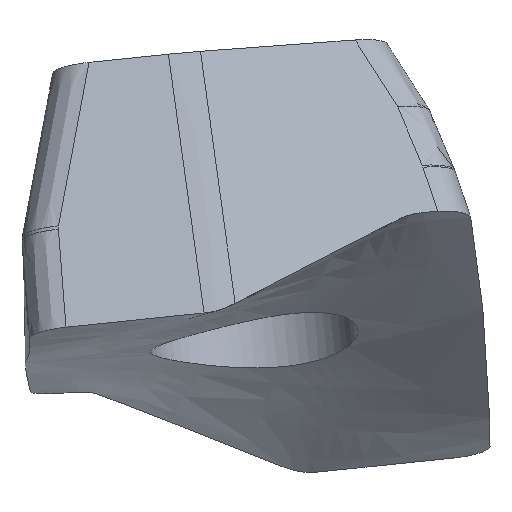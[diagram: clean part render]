
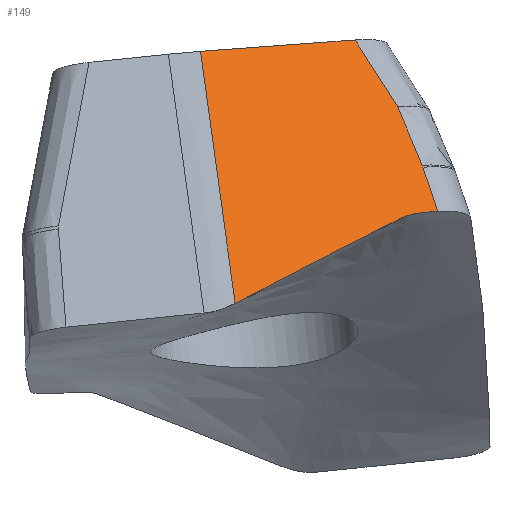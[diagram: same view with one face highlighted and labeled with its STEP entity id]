
A CAD part, top view. The second image highlights one B-rep face of the part: STEP entity #149.
In plain terms, the highlighted planar face has unit normal (0.083, 0.538, 0.839).
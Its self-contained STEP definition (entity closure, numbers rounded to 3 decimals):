
#48=PLANE('',#577);
#55=LINE('',#8389,#65);
#65=VECTOR('',#604,1.);
#112=FACE_OUTER_BOUND('',#190,.T.);
#149=ADVANCED_FACE('',(#112),#48,.T.);
#190=EDGE_LOOP('',(#330,#331,#332,#333,#334,#335,#336,#337));
#330=ORIENTED_EDGE('',*,*,#496,.F.);
#331=ORIENTED_EDGE('',*,*,#497,.T.);
#332=ORIENTED_EDGE('',*,*,#427,.F.);
#333=ORIENTED_EDGE('',*,*,#426,.F.);
#334=ORIENTED_EDGE('',*,*,#470,.T.);
#335=ORIENTED_EDGE('',*,*,#458,.T.);
#336=ORIENTED_EDGE('',*,*,#461,.T.);
#337=ORIENTED_EDGE('',*,*,#481,.T.);
#371=VERTEX_POINT('',#681);
#372=VERTEX_POINT('',#686);
#373=VERTEX_POINT('',#714);
#398=VERTEX_POINT('',#5955);
#399=VERTEX_POINT('',#5960);
#400=VERTEX_POINT('',#5995);
#408=VERTEX_POINT('',#8271);
#416=VERTEX_POINT('',#8390);
#426=EDGE_CURVE('',#371,#372,#509,.T.);
#427=EDGE_CURVE('',#372,#373,#510,.T.);
#458=EDGE_CURVE('',#399,#398,#538,.T.);
#461=EDGE_CURVE('',#398,#400,#540,.T.);
#470=EDGE_CURVE('',#371,#399,#549,.T.);
#481=EDGE_CURVE('',#400,#408,#559,.T.);
#496=EDGE_CURVE('',#416,#408,#55,.T.);
#497=EDGE_CURVE('',#416,#373,#568,.T.);
#509=B_SPLINE_CURVE_WITH_KNOTS('',3,(#682,#683,#684,#685),.UNSPECIFIED.,
 .F.,.F.,(4,4),(0.,1.),.UNSPECIFIED.);
#510=B_SPLINE_CURVE_WITH_KNOTS('',3,(#687,#688,#689,#690,#691,#692,#693,
#694,#695,#696,#697,#698,#699,#700,#701,#702,#703,#704,#705,#706,#707,#708,
#709,#710,#711,#712,#713),.UNSPECIFIED.,.F.,.F.,(4,2,2,2,2,2,2,2,2,2,2,
2,1,4),(0.,0.125,0.156,0.187,0.219,
0.25,0.5,0.75,0.875,
0.906,0.938,0.953,0.969,1.),.UNSPECIFIED.);
#538=B_SPLINE_CURVE_WITH_KNOTS('',3,(#5956,#5957,#5958,#5959),
 .UNSPECIFIED.,.F.,.F.,(4,4),(0.,1.),.UNSPECIFIED.);
#540=B_SPLINE_CURVE_WITH_KNOTS('',3,(#5997,#5998,#5999,#6000),
 .UNSPECIFIED.,.F.,.F.,(4,4),(0.,1.),.UNSPECIFIED.);
#549=B_SPLINE_CURVE_WITH_KNOTS('',3,(#8138,#8139,#8140,#8141),
 .UNSPECIFIED.,.F.,.F.,(4,4),(0.,1.),.UNSPECIFIED.);
#559=B_SPLINE_CURVE_WITH_KNOTS('',3,(#8273,#8274,#8275,#8276),
 .UNSPECIFIED.,.F.,.F.,(4,4),(0.,1.),.UNSPECIFIED.);
#568=B_SPLINE_CURVE_WITH_KNOTS('',3,(#8391,#8392,#8393,#8394),
 .UNSPECIFIED.,.F.,.F.,(4,4),(0.,1.),.UNSPECIFIED.);
#577=AXIS2_PLACEMENT_3D('',#8395,#605,#606);
#604=DIRECTION('',(0.987,0.073,-0.145));
#605=DIRECTION('',(0.083,0.538,0.839));
#606=DIRECTION('',(0.974,0.134,-0.183));
#681=CARTESIAN_POINT('',(30.318,5.22,-24.588));
#682=CARTESIAN_POINT('',(30.318,5.22,-24.588));
#683=CARTESIAN_POINT('',(30.22,5.213,-24.573));
#684=CARTESIAN_POINT('',(30.121,5.206,-24.559));
#685=CARTESIAN_POINT('',(30.023,5.198,-24.544));
#686=CARTESIAN_POINT('',(30.023,5.198,-24.544));
#687=CARTESIAN_POINT('',(30.023,5.198,-24.544));
#688=CARTESIAN_POINT('',(29.81,5.18,-24.512));
#689=CARTESIAN_POINT('',(29.629,5.132,-24.463));
#690=CARTESIAN_POINT('',(29.413,5.03,-24.376));
#691=CARTESIAN_POINT('',(29.415,5.03,-24.376));
#692=CARTESIAN_POINT('',(29.331,4.987,-24.34));
#693=CARTESIAN_POINT('',(29.275,4.958,-24.316));
#694=CARTESIAN_POINT('',(29.134,4.885,-24.255));
#695=CARTESIAN_POINT('',(29.121,4.878,-24.249));
#696=CARTESIAN_POINT('',(29.037,4.835,-24.213));
#697=CARTESIAN_POINT('',(28.995,4.813,-24.195));
#698=CARTESIAN_POINT('',(28.619,4.618,-24.033));
#699=CARTESIAN_POINT('',(28.284,4.445,-23.888));
#700=CARTESIAN_POINT('',(27.614,4.099,-23.599));
#701=CARTESIAN_POINT('',(27.279,3.925,-23.455));
#702=CARTESIAN_POINT('',(26.777,3.666,-23.238));
#703=CARTESIAN_POINT('',(26.6,3.574,-23.162));
#704=CARTESIAN_POINT('',(26.403,3.472,-23.077));
#705=CARTESIAN_POINT('',(26.325,3.431,-23.043));
#706=CARTESIAN_POINT('',(26.241,3.388,-23.007));
#707=CARTESIAN_POINT('',(26.211,3.372,-22.994));
#708=CARTESIAN_POINT('',(26.182,3.357,-22.981));
#709=CARTESIAN_POINT('',(26.125,3.328,-22.957));
#710=CARTESIAN_POINT('',(26.069,3.299,-22.932));
#711=CARTESIAN_POINT('',(25.995,3.261,-22.901));
#712=CARTESIAN_POINT('',(25.954,3.239,-22.883));
#713=CARTESIAN_POINT('',(25.94,3.232,-22.877));
#714=CARTESIAN_POINT('',(25.94,3.233,-22.877));
#5955=CARTESIAN_POINT('',(29.981,6.214,-25.193));
#5956=CARTESIAN_POINT('',(29.996,6.173,-25.168));
#5957=CARTESIAN_POINT('',(29.992,6.187,-25.176));
#5958=CARTESIAN_POINT('',(29.987,6.201,-25.185));
#5959=CARTESIAN_POINT('',(29.981,6.214,-25.193));
#5960=CARTESIAN_POINT('',(29.996,6.173,-25.168));
#5995=CARTESIAN_POINT('',(29.451,7.479,-25.952));
#5997=CARTESIAN_POINT('',(29.981,6.214,-25.193));
#5998=CARTESIAN_POINT('',(29.804,6.636,-25.446));
#5999=CARTESIAN_POINT('',(29.628,7.057,-25.699));
#6000=CARTESIAN_POINT('',(29.451,7.479,-25.952));
#8138=CARTESIAN_POINT('',(30.318,5.22,-24.588));
#8139=CARTESIAN_POINT('',(30.208,5.535,-24.779));
#8140=CARTESIAN_POINT('',(30.1,5.853,-24.972));
#8141=CARTESIAN_POINT('',(29.996,6.173,-25.168));
#8271=CARTESIAN_POINT('',(28.53,8.924,-26.789));
#8273=CARTESIAN_POINT('',(29.451,7.479,-25.952));
#8274=CARTESIAN_POINT('',(29.144,7.961,-26.231));
#8275=CARTESIAN_POINT('',(28.837,8.443,-26.51));
#8276=CARTESIAN_POINT('',(28.53,8.924,-26.789));
#8389=CARTESIAN_POINT('',(32.691,9.232,-27.4));
#8390=CARTESIAN_POINT('',(25.192,8.678,-26.3));
#8391=CARTESIAN_POINT('',(25.192,8.678,-26.3));
#8392=CARTESIAN_POINT('',(25.442,6.863,-25.159));
#8393=CARTESIAN_POINT('',(25.691,5.048,-24.018));
#8394=CARTESIAN_POINT('',(25.94,3.233,-22.877));
#8395=CARTESIAN_POINT('',(33.165,6.373,-25.611));
